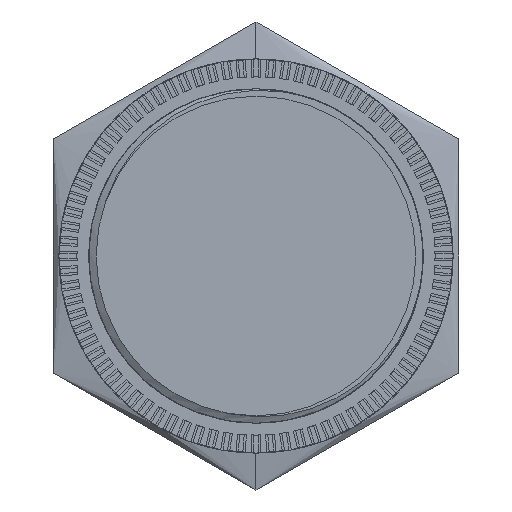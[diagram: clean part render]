
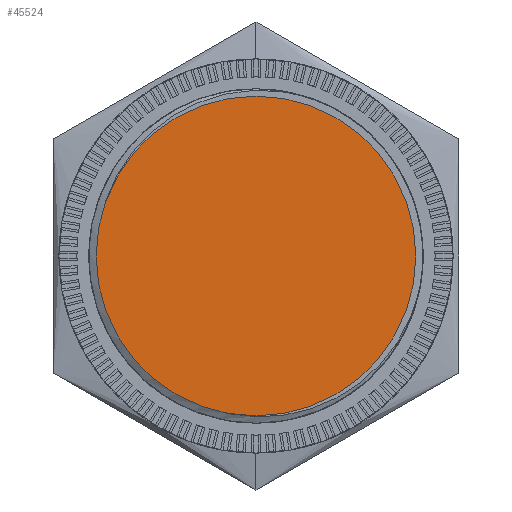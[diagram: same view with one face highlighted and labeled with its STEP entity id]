
A CAD part, left-side view. The second image highlights one B-rep face of the part: STEP entity #45524.
In plain terms, the highlighted planar face has unit normal (-1, 0, 0).
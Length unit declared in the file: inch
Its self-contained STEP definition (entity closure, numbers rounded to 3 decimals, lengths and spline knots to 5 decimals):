
#2048 = CARTESIAN_POINT ( 'NONE',  ( -2.46063, 0.07256, 2.48023 ) ) ;
#2286 = DIRECTION ( 'NONE',  ( 0., 0., 1. ) ) ;
#3215 = EDGE_CURVE ( 'NONE', #33039, #4530, #29749, .T. ) ;
#4530 = VERTEX_POINT ( 'NONE', #17678 ) ;
#5030 = DIRECTION ( 'NONE',  ( 0., 1., 0. ) ) ;
#6351 = AXIS2_PLACEMENT_3D ( 'NONE', #20587, #10217, #2286 ) ;
#8169 = FACE_OUTER_BOUND ( 'NONE', #38085, .T. ) ;
#10217 = DIRECTION ( 'NONE',  ( -1., 0., 0. ) ) ;
#11793 = PLANE ( 'NONE',  #17881 ) ;
#13358 = DIRECTION ( 'NONE',  ( -1., 0., 0. ) ) ;
#15875 = CARTESIAN_POINT ( 'NONE',  ( -2.46063, 0.07256, 2.48023 ) ) ;
#15979 = ORIENTED_EDGE ( 'NONE', *, *, #46008, .T. ) ;
#16706 = AXIS2_PLACEMENT_3D ( 'NONE', #2048, #13358, #28021 ) ;
#17209 = ORIENTED_EDGE ( 'NONE', *, *, #3215, .T. ) ;
#17678 = CARTESIAN_POINT ( 'NONE',  ( -2.46063, 0.07256, 3.03928 ) ) ;
#17881 = AXIS2_PLACEMENT_3D ( 'NONE', #15875, #30534, #5030 ) ;
#20587 = CARTESIAN_POINT ( 'NONE',  ( -2.46063, 0.07256, 2.48023 ) ) ;
#22905 = CARTESIAN_POINT ( 'NONE',  ( -2.46063, 0.07256, 1.92117 ) ) ;
#28021 = DIRECTION ( 'NONE',  ( 0., 0., -1. ) ) ;
#29749 = CIRCLE ( 'NONE', #16706, 0.55906 ) ;
#30534 = DIRECTION ( 'NONE',  ( 1., 0., 0. ) ) ;
#31712 = CIRCLE ( 'NONE', #6351, 0.55906 ) ;
#33039 = VERTEX_POINT ( 'NONE', #22905 ) ;
#38085 = EDGE_LOOP ( 'NONE', ( #15979, #17209 ) ) ;
#45524 = ADVANCED_FACE ( 'NONE', ( #8169 ), #11793, .F. ) ;
#46008 = EDGE_CURVE ( 'NONE', #4530, #33039, #31712, .T. ) ;
